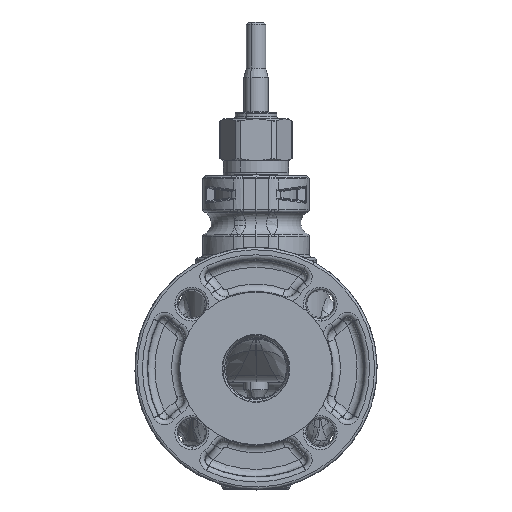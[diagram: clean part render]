
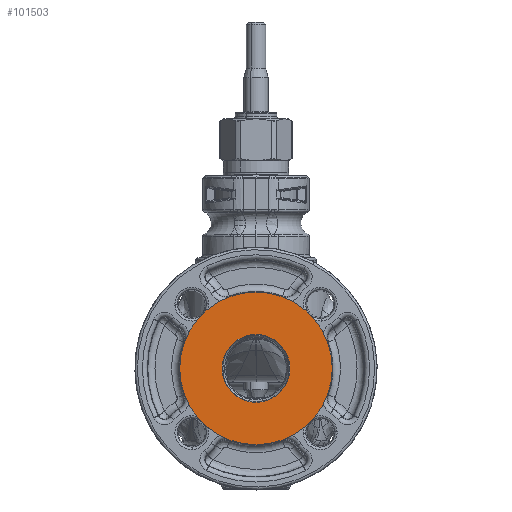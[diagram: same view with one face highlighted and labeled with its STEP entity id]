
A CAD part, front view. The second image highlights one B-rep face of the part: STEP entity #101503.
In plain terms, the highlighted face is planar.
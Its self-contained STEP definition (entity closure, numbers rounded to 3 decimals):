
#101373=CARTESIAN_POINT('Vertex',(1.5,31.5,0.)) ;
#101387=CARTESIAN_POINT('Vertex',(1.5,-31.5,0.)) ;
#101390=CARTESIAN_POINT('Axis2P3D Location',(1.5,0.,0.)) ;
#101407=CARTESIAN_POINT('Axis2P3D Location',(1.5,0.,0.)) ;
#101424=CARTESIAN_POINT('Axis2P3D Location',(1.5,0.,0.)) ;
#101428=CARTESIAN_POINT('Vertex',(1.5,-14.,0.)) ;
#101430=CARTESIAN_POINT('Vertex',(1.5,14.,0.)) ;
#101459=CARTESIAN_POINT('Axis2P3D Location',(1.5,0.,0.)) ;
#101490=CARTESIAN_POINT('Axis2P3D Location',(1.5,0.,0.)) ;
#101391=DIRECTION('Axis2P3D Direction',(1.,0.,0.)) ;
#101408=DIRECTION('Axis2P3D Direction',(1.,0.,0.)) ;
#101425=DIRECTION('Axis2P3D Direction',(1.,0.,0.)) ;
#101460=DIRECTION('Axis2P3D Direction',(1.,0.,0.)) ;
#101491=DIRECTION('Axis2P3D Direction',(1.,0.,0.)) ;
#101492=DIRECTION('Axis2P3D XDirection',(0.,1.,0.)) ;
#101392=AXIS2_PLACEMENT_3D('Circle Axis2P3D',#101390,#101391,$) ;
#101409=AXIS2_PLACEMENT_3D('Circle Axis2P3D',#101407,#101408,$) ;
#101426=AXIS2_PLACEMENT_3D('Circle Axis2P3D',#101424,#101425,$) ;
#101461=AXIS2_PLACEMENT_3D('Circle Axis2P3D',#101459,#101460,$) ;
#101493=AXIS2_PLACEMENT_3D('Plane Axis2P3D',#101490,#101491,#101492) ;
#101496=ORIENTED_EDGE('',*,*,#101394,.T.) ;
#101497=ORIENTED_EDGE('',*,*,#101411,.T.) ;
#101500=ORIENTED_EDGE('',*,*,#101432,.F.) ;
#101501=ORIENTED_EDGE('',*,*,#101463,.F.) ;
#101502=FACE_BOUND('',#101499,.T.) ;
#101503=ADVANCED_FACE('PartBody',(#101498,#101502),#101494,.T.) ;
#101393=CIRCLE('generated circle',#101392,31.5) ;
#101410=CIRCLE('generated circle',#101409,31.5) ;
#101427=CIRCLE('generated circle',#101426,14.) ;
#101462=CIRCLE('generated circle',#101461,14.) ;
#101394=EDGE_CURVE('',#101374,#101388,#101393,.T.) ;
#101411=EDGE_CURVE('',#101388,#101374,#101410,.T.) ;
#101432=EDGE_CURVE('',#101429,#101431,#101427,.T.) ;
#101463=EDGE_CURVE('',#101431,#101429,#101462,.T.) ;
#101495=EDGE_LOOP('',(#101496,#101497)) ;
#101499=EDGE_LOOP('',(#101500,#101501)) ;
#101498=FACE_OUTER_BOUND('',#101495,.T.) ;
#101494=PLANE('',#101493) ;
#101374=VERTEX_POINT('',#101373) ;
#101388=VERTEX_POINT('',#101387) ;
#101429=VERTEX_POINT('',#101428) ;
#101431=VERTEX_POINT('',#101430) ;
